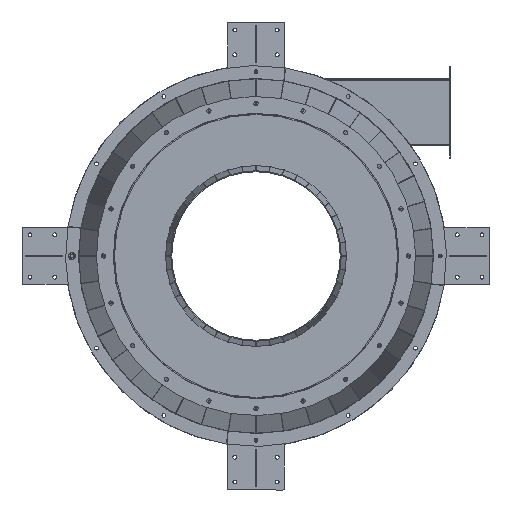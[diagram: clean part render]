
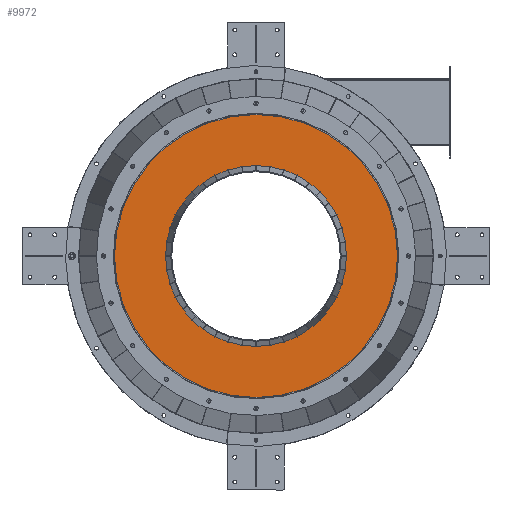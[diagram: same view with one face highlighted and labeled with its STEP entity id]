
A CAD part, front view. The second image highlights one B-rep face of the part: STEP entity #9972.
In plain terms, the highlighted planar face has unit normal (0, -1, 0).
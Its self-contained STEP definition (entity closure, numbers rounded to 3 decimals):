
#263 = AXIS2_PLACEMENT_3D ( 'NONE', #8594, #12950, #6654 ) ;
#417 = DIRECTION ( 'NONE',  ( 0., 0., 1. ) ) ;
#462 = ORIENTED_EDGE ( 'NONE', *, *, #10864, .T. ) ;
#1443 = ORIENTED_EDGE ( 'NONE', *, *, #9792, .T. ) ;
#2411 = CARTESIAN_POINT ( 'NONE',  ( 0., 0., -399. ) ) ;
#2814 = CIRCLE ( 'NONE', #6929, 255. ) ;
#3497 = PLANE ( 'NONE',  #6890 ) ;
#3618 = VERTEX_POINT ( 'NONE', #6181 ) ;
#3662 = DIRECTION ( 'NONE',  ( 0., 1., 0. ) ) ;
#4011 = VERTEX_POINT ( 'NONE', #2411 ) ;
#4302 = DIRECTION ( 'NONE',  ( 0., 0., 1. ) ) ;
#4495 = DIRECTION ( 'NONE',  ( 0., 1., 0. ) ) ;
#4695 = EDGE_CURVE ( 'NONE', #4011, #6365, #5451, .T. ) ;
#4868 = CARTESIAN_POINT ( 'NONE',  ( 0., 0., 255. ) ) ;
#5377 = CARTESIAN_POINT ( 'NONE',  ( 0., 0., 399. ) ) ;
#5448 = CARTESIAN_POINT ( 'NONE',  ( 0., 0., 0. ) ) ;
#5451 = CIRCLE ( 'NONE', #7540, 399. ) ;
#5820 = EDGE_LOOP ( 'NONE', ( #1443, #462 ) ) ;
#6103 = CARTESIAN_POINT ( 'NONE',  ( 0., 0., 0. ) ) ;
#6181 = CARTESIAN_POINT ( 'NONE',  ( 0., 0., -255. ) ) ;
#6365 = VERTEX_POINT ( 'NONE', #5377 ) ;
#6654 = DIRECTION ( 'NONE',  ( 0., 0., 1. ) ) ;
#6890 = AXIS2_PLACEMENT_3D ( 'NONE', #8865, #4495, #417 ) ;
#6929 = AXIS2_PLACEMENT_3D ( 'NONE', #5448, #13110, #4302 ) ;
#6962 = CIRCLE ( 'NONE', #10612, 399. ) ;
#7540 = AXIS2_PLACEMENT_3D ( 'NONE', #6103, #8243, #8319 ) ;
#8048 = ORIENTED_EDGE ( 'NONE', *, *, #12925, .F. ) ;
#8243 = DIRECTION ( 'NONE',  ( 0., 1., 0. ) ) ;
#8319 = DIRECTION ( 'NONE',  ( 0., 0., 1. ) ) ;
#8506 = ORIENTED_EDGE ( 'NONE', *, *, #4695, .F. ) ;
#8594 = CARTESIAN_POINT ( 'NONE',  ( 0., 0., 0. ) ) ;
#8865 = CARTESIAN_POINT ( 'NONE',  ( 0., 0., 0. ) ) ;
#8942 = FACE_OUTER_BOUND ( 'NONE', #12951, .T. ) ;
#9792 = EDGE_CURVE ( 'NONE', #3618, #11031, #10308, .T. ) ;
#9972 = ADVANCED_FACE ( 'NONE', ( #8942, #10292 ), #3497, .F. ) ;
#10292 = FACE_BOUND ( 'NONE', #5820, .T. ) ;
#10308 = CIRCLE ( 'NONE', #263, 255. ) ;
#10612 = AXIS2_PLACEMENT_3D ( 'NONE', #10797, #3662, #13236 ) ;
#10797 = CARTESIAN_POINT ( 'NONE',  ( 0., 0., 0. ) ) ;
#10864 = EDGE_CURVE ( 'NONE', #11031, #3618, #2814, .T. ) ;
#11031 = VERTEX_POINT ( 'NONE', #4868 ) ;
#12925 = EDGE_CURVE ( 'NONE', #6365, #4011, #6962, .T. ) ;
#12950 = DIRECTION ( 'NONE',  ( 0., 1., 0. ) ) ;
#12951 = EDGE_LOOP ( 'NONE', ( #8506, #8048 ) ) ;
#13110 = DIRECTION ( 'NONE',  ( 0., 1., 0. ) ) ;
#13236 = DIRECTION ( 'NONE',  ( 0., 0., 1. ) ) ;
